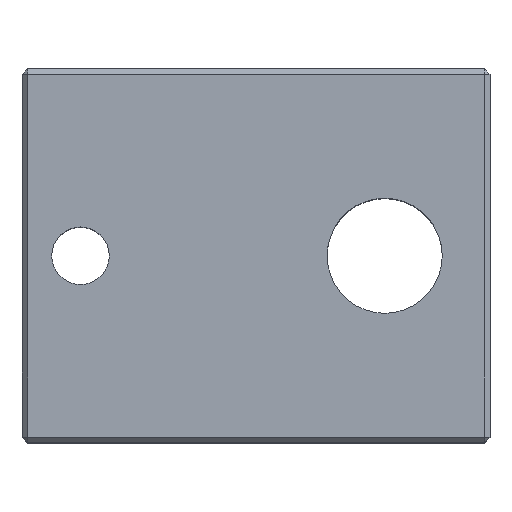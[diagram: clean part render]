
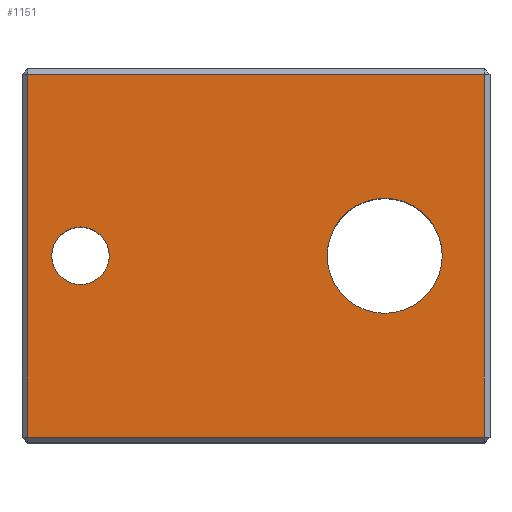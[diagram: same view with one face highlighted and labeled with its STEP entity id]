
A CAD part, top view. The second image highlights one B-rep face of the part: STEP entity #1151.
In plain terms, the highlighted planar face has unit normal (0, 0, 1).
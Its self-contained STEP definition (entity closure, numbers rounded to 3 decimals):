
#197=CARTESIAN_POINT('',(2.5,8.,11.5));
#198=DIRECTION('',(0.,0.,-1.));
#199=DIRECTION('',(1.,0.,0.));
#200=AXIS2_PLACEMENT_3D('',#197,#198,#199);
#205=CARTESIAN_POINT('',(2.5,8.,11.5));
#206=DIRECTION('',(0.,0.,-1.));
#207=DIRECTION('',(-1.,0.,0.));
#208=AXIS2_PLACEMENT_3D('',#205,#206,#207);
#213=CARTESIAN_POINT('',(15.5,8.,11.5));
#214=DIRECTION('',(0.,0.,-1.));
#215=DIRECTION('',(1.,0.,0.));
#216=AXIS2_PLACEMENT_3D('',#213,#214,#215);
#221=CARTESIAN_POINT('',(15.5,8.,11.5));
#222=DIRECTION('',(0.,0.,-1.));
#223=DIRECTION('',(-1.,0.,0.));
#224=AXIS2_PLACEMENT_3D('',#221,#222,#223);
#414=DIRECTION('',(0.,1.,0.));
#415=VECTOR('',#414,15.5);
#416=CARTESIAN_POINT('',(0.25,0.25,11.5));
#417=LINE('',#416,#415);
#449=DIRECTION('',(-1.,0.,0.));
#450=VECTOR('',#449,19.5);
#451=CARTESIAN_POINT('',(19.75,0.25,11.5));
#452=LINE('',#451,#450);
#484=DIRECTION('',(0.,-1.,0.));
#485=VECTOR('',#484,15.5);
#486=CARTESIAN_POINT('',(19.75,15.75,11.5));
#487=LINE('',#486,#485);
#519=DIRECTION('',(1.,0.,0.));
#520=VECTOR('',#519,19.5);
#521=CARTESIAN_POINT('',(0.25,15.75,11.5));
#522=LINE('',#521,#520);
#974=CARTESIAN_POINT('',(19.75,0.25,11.5));
#975=VERTEX_POINT('',#974);
#976=CARTESIAN_POINT('',(19.75,15.75,11.5));
#977=VERTEX_POINT('',#976);
#978=CARTESIAN_POINT('',(0.25,0.25,11.5));
#979=VERTEX_POINT('',#978);
#988=CARTESIAN_POINT('',(0.25,15.75,11.5));
#989=VERTEX_POINT('',#988);
#1007=CARTESIAN_POINT('',(1.271,8.,11.5));
#1009=VERTEX_POINT('',#1007);
#1011=CARTESIAN_POINT('',(3.73,8.,11.5));
#1013=VERTEX_POINT('',#1011);
#1015=CARTESIAN_POINT('',(13.042,8.,11.5));
#1017=VERTEX_POINT('',#1015);
#1019=CARTESIAN_POINT('',(17.959,8.,11.5));
#1021=VERTEX_POINT('',#1019);
#1126=CARTESIAN_POINT('',(10.,8.,11.5));
#1127=DIRECTION('',(0.,0.,1.));
#1128=DIRECTION('',(1.,0.,0.));
#1129=AXIS2_PLACEMENT_3D('',#1126,#1127,#1128);
#1130=PLANE('',#1129);
#1132=ORIENTED_EDGE('',*,*,#1131,.T.);
#1134=ORIENTED_EDGE('',*,*,#1133,.T.);
#1136=ORIENTED_EDGE('',*,*,#1135,.T.);
#1138=ORIENTED_EDGE('',*,*,#1137,.T.);
#1139=EDGE_LOOP('',(#1132,#1134,#1136,#1138));
#1140=FACE_OUTER_BOUND('',#1139,.F.);
#1141=ORIENTED_EDGE('',*,*,#1120,.F.);
#1142=ORIENTED_EDGE('',*,*,#1106,.F.);
#1143=EDGE_LOOP('',(#1141,#1142));
#1144=FACE_BOUND('',#1143,.F.);
#1146=ORIENTED_EDGE('',*,*,#1145,.F.);
#1148=ORIENTED_EDGE('',*,*,#1147,.F.);
#1149=EDGE_LOOP('',(#1146,#1148));
#1150=FACE_BOUND('',#1149,.F.);
#201=CIRCLE('',#200,1.23);
#209=CIRCLE('',#208,1.23);
#217=CIRCLE('',#216,2.459);
#225=CIRCLE('',#224,2.459);
#1106=EDGE_CURVE('',#1017,#1021,#225,.T.);
#1120=EDGE_CURVE('',#1021,#1017,#217,.T.);
#1131=EDGE_CURVE('',#975,#979,#452,.T.);
#1133=EDGE_CURVE('',#979,#989,#417,.T.);
#1135=EDGE_CURVE('',#989,#977,#522,.T.);
#1137=EDGE_CURVE('',#977,#975,#487,.T.);
#1145=EDGE_CURVE('',#1013,#1009,#201,.T.);
#1147=EDGE_CURVE('',#1009,#1013,#209,.T.);
#1151=ADVANCED_FACE('',(#1140,#1144,#1150),#1130,.T.);
